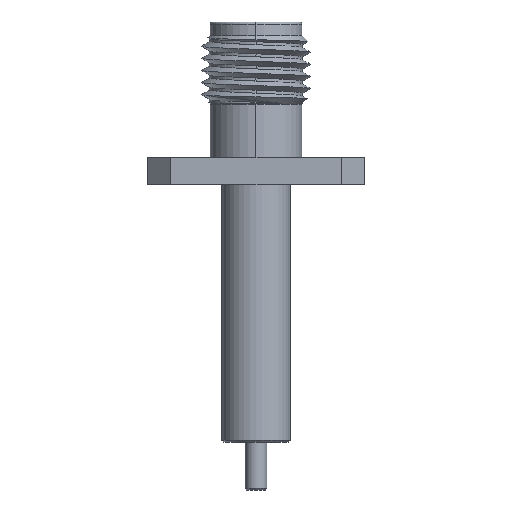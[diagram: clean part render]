
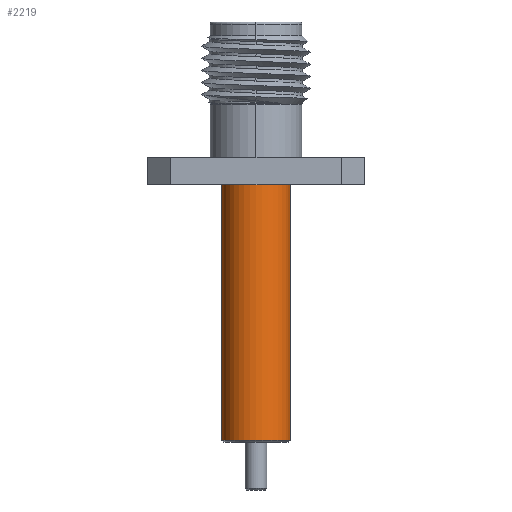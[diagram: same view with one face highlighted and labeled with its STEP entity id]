
A CAD part, left-side view. The second image highlights one B-rep face of the part: STEP entity #2219.
In plain terms, the highlighted cylindrical face has radius 2 mm (diameter 4 mm), a partial arc.
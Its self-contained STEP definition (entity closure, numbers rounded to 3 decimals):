
#90 = CARTESIAN_POINT ( 'NONE',  ( 0., 0., -15. ) ) ;
#126 = DIRECTION ( 'NONE',  ( 0., 0., -1. ) ) ;
#281 = FACE_OUTER_BOUND ( 'NONE', #3125, .T. ) ;
#356 = DIRECTION ( 'NONE',  ( 0., 0., 1. ) ) ;
#426 = EDGE_CURVE ( 'NONE', #3675, #2727, #920, .T. ) ;
#437 = ORIENTED_EDGE ( 'NONE', *, *, #426, .T. ) ;
#515 = DIRECTION ( 'NONE',  ( 0., 0., 1. ) ) ;
#753 = AXIS2_PLACEMENT_3D ( 'NONE', #90, #356, #968 ) ;
#920 = CIRCLE ( 'NONE', #3023, 2. ) ;
#968 = DIRECTION ( 'NONE',  ( 0., -1., 0. ) ) ;
#975 = CIRCLE ( 'NONE', #3548, 2. ) ;
#1101 = VERTEX_POINT ( 'NONE', #3559 ) ;
#1131 = CARTESIAN_POINT ( 'NONE',  ( 0., 2., -15. ) ) ;
#1166 = CARTESIAN_POINT ( 'NONE',  ( 0., 0., -14.9 ) ) ;
#1255 = LINE ( 'NONE', #1131, #1501 ) ;
#1372 = DIRECTION ( 'NONE',  ( 0., 0., 1. ) ) ;
#1446 = EDGE_CURVE ( 'NONE', #2612, #1101, #975, .T. ) ;
#1501 = VECTOR ( 'NONE', #1372, 1000. ) ;
#2158 = CARTESIAN_POINT ( 'NONE',  ( 0., 2., 0. ) ) ;
#2191 = ORIENTED_EDGE ( 'NONE', *, *, #1446, .T. ) ;
#2209 = ORIENTED_EDGE ( 'NONE', *, *, #3155, .T. ) ;
#2219 = ADVANCED_FACE ( 'NONE', ( #281 ), #2438, .T. ) ;
#2251 = CARTESIAN_POINT ( 'NONE',  ( 0., 0., 0. ) ) ;
#2438 = CYLINDRICAL_SURFACE ( 'NONE', #753, 2. ) ;
#2508 = CARTESIAN_POINT ( 'NONE',  ( 0., 2., -14.9 ) ) ;
#2548 = DIRECTION ( 'NONE',  ( 1., 0., 0. ) ) ;
#2612 = VERTEX_POINT ( 'NONE', #2508 ) ;
#2727 = VERTEX_POINT ( 'NONE', #2158 ) ;
#2755 = VECTOR ( 'NONE', #3329, 1000. ) ;
#2925 = ORIENTED_EDGE ( 'NONE', *, *, #3124, .F. ) ;
#3023 = AXIS2_PLACEMENT_3D ( 'NONE', #2251, #126, #2548 ) ;
#3084 = DIRECTION ( 'NONE',  ( 0., 1., 0. ) ) ;
#3124 = EDGE_CURVE ( 'NONE', #2612, #2727, #1255, .T. ) ;
#3125 = EDGE_LOOP ( 'NONE', ( #2925, #2191, #2209, #437 ) ) ;
#3155 = EDGE_CURVE ( 'NONE', #1101, #3675, #3415, .T. ) ;
#3329 = DIRECTION ( 'NONE',  ( 0., 0., 1. ) ) ;
#3382 = CARTESIAN_POINT ( 'NONE',  ( 0., -2., -15. ) ) ;
#3415 = LINE ( 'NONE', #3382, #2755 ) ;
#3548 = AXIS2_PLACEMENT_3D ( 'NONE', #1166, #515, #3084 ) ;
#3559 = CARTESIAN_POINT ( 'NONE',  ( 0., -2., -14.9 ) ) ;
#3561 = CARTESIAN_POINT ( 'NONE',  ( 0., -2., 0. ) ) ;
#3675 = VERTEX_POINT ( 'NONE', #3561 ) ;
